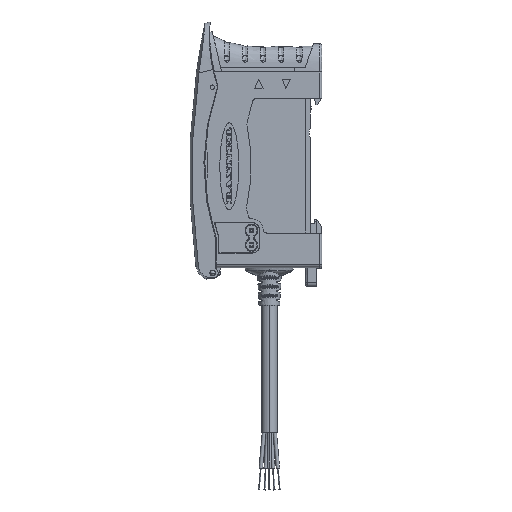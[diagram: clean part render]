
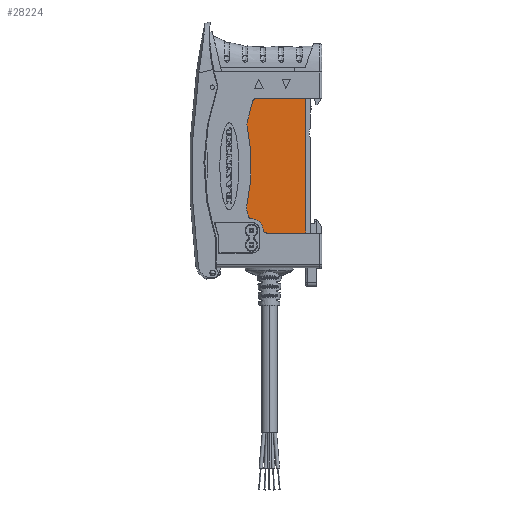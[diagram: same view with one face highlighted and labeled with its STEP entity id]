
A CAD part, left-side view. The second image highlights one B-rep face of the part: STEP entity #28224.
In plain terms, the highlighted planar face has unit normal (-1, 0, 0).
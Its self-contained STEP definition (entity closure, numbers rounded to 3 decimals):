
#4103=DIRECTION('',(0.,-1.,0.));
#4104=VECTOR('',#4103,13.763);
#4105=CARTESIAN_POINT('',(-4.891,18.163,-7.4));
#4106=LINE('',#4105,#4104);
#4481=DIRECTION('',(0.,-1.,0.));
#4482=VECTOR('',#4481,10.85);
#4483=CARTESIAN_POINT('',(-4.891,15.25,-44.6));
#4484=LINE('',#4483,#4482);
#4565=DIRECTION('',(0.,0.,1.));
#4566=VECTOR('',#4565,37.2);
#4567=CARTESIAN_POINT('',(-4.891,4.4,-44.6));
#4568=LINE('',#4567,#4566);
#4569=CARTESIAN_POINT('',(-4.891,15.25,-43.6));
#4570=DIRECTION('',(1.,0.,0.));
#4571=DIRECTION('',(0.,0.,-1.));
#4572=AXIS2_PLACEMENT_3D('',#4569,#4570,#4571);
#4583=CARTESIAN_POINT('',(-4.891,19.249,-43.7));
#4584=DIRECTION('',(-1.,0.,0.));
#4585=DIRECTION('',(0.,-1.,0.025));
#4586=AXIS2_PLACEMENT_3D('',#4583,#4584,#4585);
#4588=DIRECTION('',(0.,-1.,0.));
#4589=VECTOR('',#4588,0.072);
#4590=CARTESIAN_POINT('',(-4.891,19.32,-40.7));
#4591=LINE('',#4590,#4589);
#4600=CARTESIAN_POINT('',(-4.891,19.32,-39.7));
#4601=DIRECTION('',(1.,0.,0.));
#4602=DIRECTION('',(0.,0.,-1.));
#4603=AXIS2_PLACEMENT_3D('',#4600,#4601,#4602);
#4610=DIRECTION('',(0.,-0.259,-0.966));
#4611=VECTOR('',#4610,1.638);
#4612=CARTESIAN_POINT('',(-4.891,20.71,
-38.376));
#4613=LINE('',#4612,#4611);
#4622=CARTESIAN_POINT('',(-4.891,17.813,-37.6));
#4623=DIRECTION('',(-1.,0.,0.));
#4624=DIRECTION('',(0.,0.975,0.224));
#4625=AXIS2_PLACEMENT_3D('',#4622,#4623,#4624);
#4631=CARTESIAN_POINT('',(-4.891,69.471,
-25.749));
#4632=DIRECTION('',(-1.,0.,0.));
#4633=DIRECTION('',(0.,-0.975,-0.224));
#4634=AXIS2_PLACEMENT_3D('',#4631,#4632,#4633);
#4640=CARTESIAN_POINT('',(-4.891,17.7,-14.4));
#4641=DIRECTION('',(-1.,0.,0.));
#4642=DIRECTION('',(0.,0.966,0.259));
#4643=AXIS2_PLACEMENT_3D('',#4640,#4641,#4642);
#4649=DIRECTION('',(0.,0.259,-0.966));
#4650=VECTOR('',#4649,5.676);
#4651=CARTESIAN_POINT('',(-4.891,19.129,
-8.141));
#4652=LINE('',#4651,#4650);
#4657=CARTESIAN_POINT('',(-4.891,18.163,-8.4));
#4658=DIRECTION('',(1.,0.,0.));
#4659=DIRECTION('',(0.,0.966,0.259));
#4660=AXIS2_PLACEMENT_3D('',#4657,#4658,#4659);
#23786=CARTESIAN_POINT('',(-4.891,4.4,-7.4));
#23788=VERTEX_POINT('',#23786);
#23789=CARTESIAN_POINT('',(-4.891,18.163,-7.4));
#23790=VERTEX_POINT('',#23789);
#23798=CARTESIAN_POINT('',(-4.891,4.4,-44.6));
#23800=VERTEX_POINT('',#23798);
#23801=CARTESIAN_POINT('',(-4.891,15.25,-44.6));
#23802=VERTEX_POINT('',#23801);
#23835=CARTESIAN_POINT('',(-4.891,20.598,
-13.624));
#23836=CARTESIAN_POINT('',(-4.891,20.63,
-15.042));
#23837=VERTEX_POINT('',#23835);
#23838=VERTEX_POINT('',#23836);
#23839=CARTESIAN_POINT('',(-4.891,20.737,
-36.929));
#23840=VERTEX_POINT('',#23839);
#23841=CARTESIAN_POINT('',(-4.891,20.71,
-38.376));
#23842=VERTEX_POINT('',#23841);
#23843=CARTESIAN_POINT('',(-4.891,20.286,
-39.959));
#23844=VERTEX_POINT('',#23843);
#23845=CARTESIAN_POINT('',(-4.891,19.129,
-8.141));
#23846=VERTEX_POINT('',#23845);
#24467=CARTESIAN_POINT('',(-4.891,19.32,-40.7));
#24468=CARTESIAN_POINT('',(-4.891,19.249,-40.7));
#24469=VERTEX_POINT('',#24467);
#24470=VERTEX_POINT('',#24468);
#24473=CARTESIAN_POINT('',(-4.891,16.25,-43.625));
#24474=VERTEX_POINT('',#24473);
#28194=CARTESIAN_POINT('',(-4.891,4.4,-54.2));
#28195=DIRECTION('',(-1.,0.,0.));
#28196=DIRECTION('',(0.,1.,0.));
#28197=AXIS2_PLACEMENT_3D('',#28194,#28195,#28196);
#28198=PLANE('',#28197);
#28199=ORIENTED_EDGE('',*,*,#27592,.T.);
#28200=ORIENTED_EDGE('',*,*,#28075,.F.);
#28201=ORIENTED_EDGE('',*,*,#28061,.F.);
#28203=ORIENTED_EDGE('',*,*,#28202,.T.);
#28205=ORIENTED_EDGE('',*,*,#28204,.T.);
#28207=ORIENTED_EDGE('',*,*,#28206,.F.);
#28209=ORIENTED_EDGE('',*,*,#28208,.T.);
#28211=ORIENTED_EDGE('',*,*,#28210,.F.);
#28213=ORIENTED_EDGE('',*,*,#28212,.F.);
#28215=ORIENTED_EDGE('',*,*,#28214,.T.);
#28217=ORIENTED_EDGE('',*,*,#28216,.F.);
#28219=ORIENTED_EDGE('',*,*,#28218,.F.);
#28221=ORIENTED_EDGE('',*,*,#28220,.T.);
#28222=EDGE_LOOP('',(#28199,#28200,#28201,#28203,#28205,#28207,#28209,#28211,
#28213,#28215,#28217,#28219,#28221));
#28223=FACE_OUTER_BOUND('',#28222,.F.);
#28224=ADVANCED_FACE('',(#28223),#28198,.T.);
#4573=CIRCLE('',#4572,1.);
#4587=CIRCLE('',#4586,3.);
#4604=CIRCLE('',#4603,1.);
#4626=CIRCLE('',#4625,3.);
#4635=CIRCLE('',#4634,50.);
#4644=CIRCLE('',#4643,3.);
#4661=CIRCLE('',#4660,1.);
#27592=EDGE_CURVE('',#23790,#23788,#4106,.T.);
#28061=EDGE_CURVE('',#23802,#23800,#4484,.T.);
#28075=EDGE_CURVE('',#23800,#23788,#4568,.T.);
#28202=EDGE_CURVE('',#23802,#24474,#4573,.T.);
#28204=EDGE_CURVE('',#24474,#24470,#4587,.T.);
#28206=EDGE_CURVE('',#24469,#24470,#4591,.T.);
#28208=EDGE_CURVE('',#24469,#23844,#4604,.T.);
#28210=EDGE_CURVE('',#23842,#23844,#4613,.T.);
#28212=EDGE_CURVE('',#23840,#23842,#4626,.T.);
#28214=EDGE_CURVE('',#23840,#23838,#4635,.T.);
#28216=EDGE_CURVE('',#23837,#23838,#4644,.T.);
#28218=EDGE_CURVE('',#23846,#23837,#4652,.T.);
#28220=EDGE_CURVE('',#23846,#23790,#4661,.T.);
